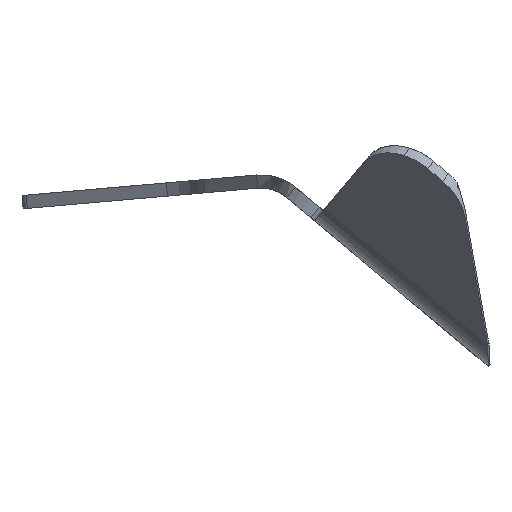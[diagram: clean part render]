
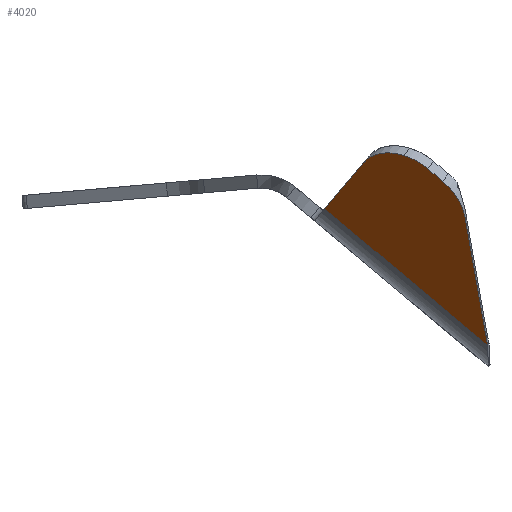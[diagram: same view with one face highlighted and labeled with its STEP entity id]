
A CAD part, left-side view. The second image highlights one B-rep face of the part: STEP entity #4020.
In plain terms, the highlighted planar face has unit normal (-0.707, 0.455, -0.542).
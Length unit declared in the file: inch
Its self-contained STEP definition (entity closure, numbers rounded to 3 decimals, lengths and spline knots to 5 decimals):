
#24 = AXIS2_PLACEMENT_3D ( 'NONE', #4192, #2799, #4241 ) ;
#106 = CARTESIAN_POINT ( 'NONE',  ( -7.24994, 0.45408, -6.41054 ) ) ;
#143 = VERTEX_POINT ( 'NONE', #1552 ) ;
#191 = CARTESIAN_POINT ( 'NONE',  ( -6.33572, 1.56489, -6.67188 ) ) ;
#211 = DIRECTION ( 'NONE',  ( 0., 0.766, 0.643 ) ) ;
#363 = CARTESIAN_POINT ( 'NONE',  ( -7.24994, 0.59422, -6.29294 ) ) ;
#383 = CIRCLE ( 'NONE', #2999, 0.5 ) ;
#417 = VERTEX_POINT ( 'NONE', #3621 ) ;
#516 = EDGE_LOOP ( 'NONE', ( #1043, #3748, #2570, #4246, #2231, #3490, #3674 ) ) ;
#543 = DIRECTION ( 'NONE',  ( 0.608, 0., -0.794 ) ) ;
#683 = AXIS2_PLACEMENT_3D ( 'NONE', #4509, #3796, #2735 ) ;
#833 = CARTESIAN_POINT ( 'NONE',  ( -6.97011, 0.20036, -6.98872 ) ) ;
#965 = VERTEX_POINT ( 'NONE', #3351 ) ;
#993 = CIRCLE ( 'NONE', #683, 0.5 ) ;
#1043 = ORIENTED_EDGE ( 'NONE', *, *, #2838, .F. ) ;
#1251 = DIRECTION ( 'NONE',  ( 0., -0.766, -0.643 ) ) ;
#1275 = DIRECTION ( 'NONE',  ( 0.707, 0.455, -0.542 ) ) ;
#1309 = EDGE_CURVE ( 'NONE', #1777, #3624, #4047, .T. ) ;
#1339 = PLANE ( 'NONE',  #24 ) ;
#1363 = FACE_OUTER_BOUND ( 'NONE', #516, .T. ) ;
#1552 = CARTESIAN_POINT ( 'NONE',  ( -6.33572, 1.56489, -6.67188 ) ) ;
#1609 = LINE ( 'NONE', #191, #3024 ) ;
#1623 = LINE ( 'NONE', #3768, #2261 ) ;
#1777 = VERTEX_POINT ( 'NONE', #2355 ) ;
#1873 = CIRCLE ( 'NONE', #2480, 0.5 ) ;
#1905 = LINE ( 'NONE', #3745, #4440 ) ;
#2231 = ORIENTED_EDGE ( 'NONE', *, *, #2554, .F. ) ;
#2261 = VECTOR ( 'NONE', #1251, 39.37008 ) ;
#2355 = CARTESIAN_POINT ( 'NONE',  ( -6.33572, 0.02899, -7.96065 ) ) ;
#2480 = AXIS2_PLACEMENT_3D ( 'NONE', #4486, #3045, #543 ) ;
#2554 = EDGE_CURVE ( 'NONE', #1777, #143, #1609, .T. ) ;
#2570 = ORIENTED_EDGE ( 'NONE', *, *, #3475, .T. ) ;
#2633 = VECTOR ( 'NONE', #4121, 39.37008 ) ;
#2735 = DIRECTION ( 'NONE',  ( 0.608, 0., -0.794 ) ) ;
#2799 = DIRECTION ( 'NONE',  ( 0.707, -0.455, 0.542 ) ) ;
#2838 = EDGE_CURVE ( 'NONE', #4148, #3072, #1623, .T. ) ;
#2914 = DIRECTION ( 'NONE',  ( -0.707, 0.455, -0.542 ) ) ;
#2999 = AXIS2_PLACEMENT_3D ( 'NONE', #3644, #2914, #3974 ) ;
#3024 = VECTOR ( 'NONE', #211, 39.37008 ) ;
#3045 = DIRECTION ( 'NONE',  ( -0.707, 0.455, -0.542 ) ) ;
#3072 = VERTEX_POINT ( 'NONE', #106 ) ;
#3100 = EDGE_CURVE ( 'NONE', #4148, #417, #383, .T. ) ;
#3351 = CARTESIAN_POINT ( 'NONE',  ( -6.89638, 1.2045, -6.24239 ) ) ;
#3475 = EDGE_CURVE ( 'NONE', #417, #965, #1873, .T. ) ;
#3490 = ORIENTED_EDGE ( 'NONE', *, *, #1309, .T. ) ;
#3523 = EDGE_CURVE ( 'NONE', #3624, #3072, #993, .T. ) ;
#3621 = CARTESIAN_POINT ( 'NONE',  ( -7.20044, 0.82148, -6.16686 ) ) ;
#3624 = VERTEX_POINT ( 'NONE', #3819 ) ;
#3644 = CARTESIAN_POINT ( 'NONE',  ( -6.89638, 0.82148, -6.56378 ) ) ;
#3674 = ORIENTED_EDGE ( 'NONE', *, *, #3523, .T. ) ;
#3745 = CARTESIAN_POINT ( 'NONE',  ( -6.22589, 1.63549, -6.75602 ) ) ;
#3748 = ORIENTED_EDGE ( 'NONE', *, *, #3100, .T. ) ;
#3768 = CARTESIAN_POINT ( 'NONE',  ( -7.24994, 0.97724, -5.97155 ) ) ;
#3796 = DIRECTION ( 'NONE',  ( -0.707, 0.455, -0.542 ) ) ;
#3819 = CARTESIAN_POINT ( 'NONE',  ( -7.12421, 0.242, -6.75262 ) ) ;
#3885 = EDGE_CURVE ( 'NONE', #965, #143, #1905, .T. ) ;
#3974 = DIRECTION ( 'NONE',  ( 0.608, 0., -0.794 ) ) ;
#4020 = ADVANCED_FACE ( 'NONE', ( #1363 ), #1339, .F. ) ;
#4047 = LINE ( 'NONE', #833, #2633 ) ;
#4121 = DIRECTION ( 'NONE',  ( -0.541, 0.146, 0.828 ) ) ;
#4148 = VERTEX_POINT ( 'NONE', #363 ) ;
#4192 = CARTESIAN_POINT ( 'NONE',  ( -6.22589, 1.63549, -6.75602 ) ) ;
#4241 = DIRECTION ( 'NONE',  ( -0.608, 0., 0.794 ) ) ;
#4246 = ORIENTED_EDGE ( 'NONE', *, *, #3885, .T. ) ;
#4440 = VECTOR ( 'NONE', #1275, 39.37008 ) ;
#4486 = CARTESIAN_POINT ( 'NONE',  ( -6.89638, 0.82148, -6.56378 ) ) ;
#4509 = CARTESIAN_POINT ( 'NONE',  ( -6.89638, 0.68134, -6.68138 ) ) ;
